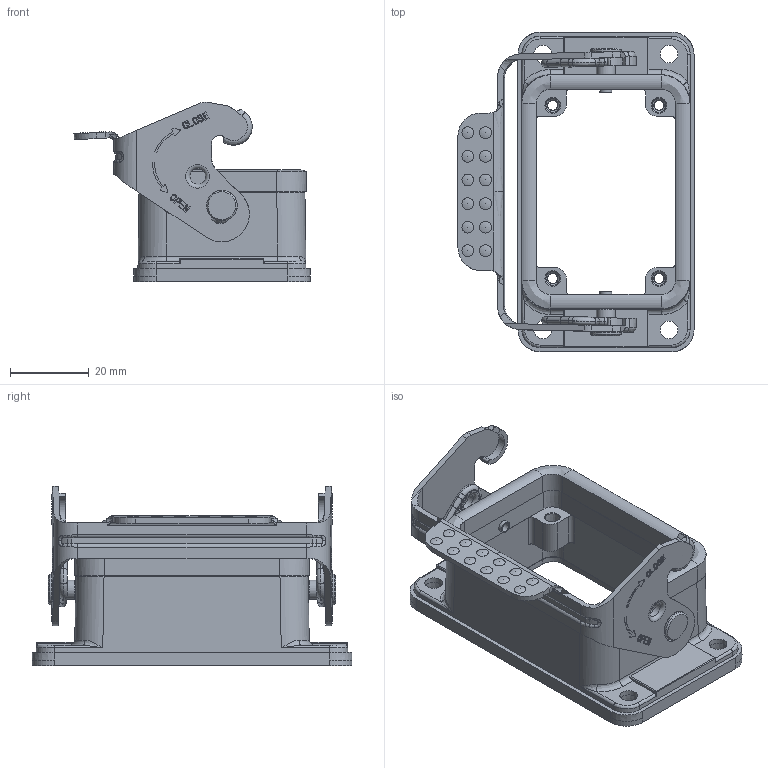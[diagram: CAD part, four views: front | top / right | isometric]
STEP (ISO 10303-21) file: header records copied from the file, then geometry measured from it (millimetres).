
FILE_DESCRIPTION(/* description */ (''),/* implementation_level */ '2;1');
FILE_NAME(/* name */ 'H6B-BK-1L.stp',/* time_stamp */ '2022-09-04T09:10:17+08:00',/* author */ (''),/* organization */ (''),/* preprocessor_version */ 'ST-DEVELOPER v16',/* originating_system */ 'SIEMENS PLM Software NX 10.0',/* authorisation */ '');
FILE_SCHEMA (('AUTOMOTIVE_DESIGN { 1 0 10303 214 3 1 1 1 }'));
Products named in the file (1): Admi14A87516cpf2
Bounding box: 59.98 x 81.19 x 45.73 mm (x, y, z)
Surface area: 25799.6 mm2 (no closed solid volume)
Topology: 0 solids, 942 shells, 942 faces, 4655 edges, 4559 vertices
Faces by surface type: plane 392, cylinder 274, torus 108, bspline 98, extrusion 40, cone 30
Full cylindrical faces by diameter (mm): 2 x12, 2.3 x2, 3 x4, 4 x2, 4.5 x8, 4.8 x2, 5 x2, 7 x2, 7.8 x2
Entity records: 64819 total; most frequent: CARTESIAN_POINT 22955, DIRECTION 6646, VERTEX_POINT 4530, ORIENTED_EDGE 4518, EDGE_CURVE 4518, VECTOR 2388, LINE 2348, AXIS2_PLACEMENT_3D 2129
